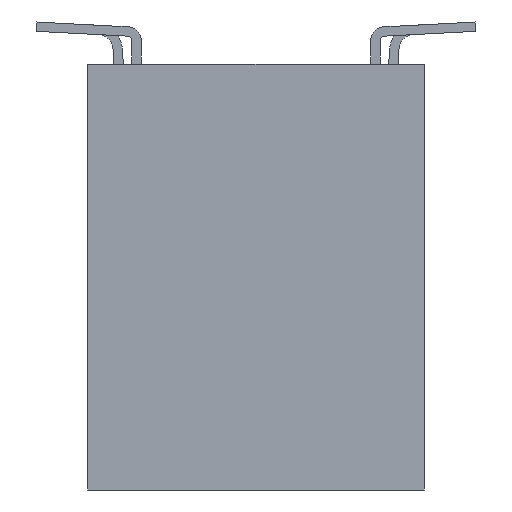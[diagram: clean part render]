
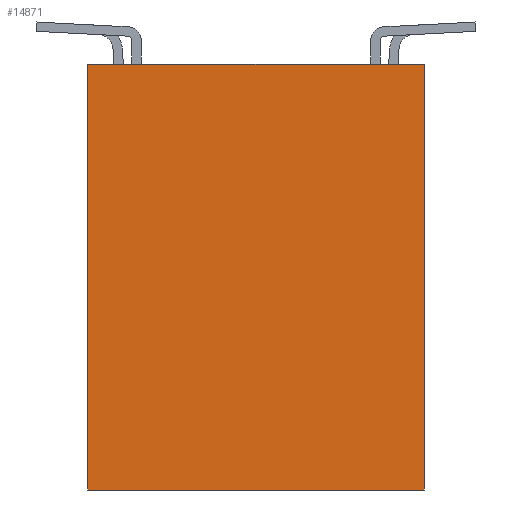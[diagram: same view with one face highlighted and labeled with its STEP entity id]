
A CAD part, left-side view. The second image highlights one B-rep face of the part: STEP entity #14871.
In plain terms, the highlighted planar face has unit normal (-1, 0, 0).
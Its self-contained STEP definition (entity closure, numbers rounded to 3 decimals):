
#430=FACE_OUTER_BOUND('',#1255,.T.);
#1255=EDGE_LOOP('',(#10886,#10887,#10888,#10889));
#2553=LINE('',#21781,#4550);
#3078=LINE('',#22987,#5075);
#3080=LINE('',#22991,#5077);
#3081=LINE('',#22992,#5078);
#4550=VECTOR('',#17136,7.2);
#5075=VECTOR('',#17715,9.1);
#5077=VECTOR('',#17719,9.1);
#5078=VECTOR('',#17720,7.2);
#6590=VERTEX_POINT('',#21778);
#6591=VERTEX_POINT('',#21780);
#7157=VERTEX_POINT('',#22986);
#7158=VERTEX_POINT('',#22990);
#8068=EDGE_CURVE('',#6590,#6591,#2553,.T.);
#8636=EDGE_CURVE('',#6590,#7157,#3078,.T.);
#8638=EDGE_CURVE('',#7158,#6591,#3080,.T.);
#8639=EDGE_CURVE('',#7157,#7158,#3081,.T.);
#10886=ORIENTED_EDGE('',*,*,#8638,.T.);
#10887=ORIENTED_EDGE('',*,*,#8068,.F.);
#10888=ORIENTED_EDGE('',*,*,#8636,.T.);
#10889=ORIENTED_EDGE('',*,*,#8639,.T.);
#14011=PLANE('',#15696);
#14871=ADVANCED_FACE('',(#430),#14011,.T.);
#15696=AXIS2_PLACEMENT_3D('',#22989,#17717,#17718);
#17136=DIRECTION('',(0.,1.,0.));
#17715=DIRECTION('',(0.,0.,1.));
#17717=DIRECTION('center_axis',(-1.,0.,0.));
#17718=DIRECTION('ref_axis',(0.,1.,0.));
#17719=DIRECTION('',(0.,0.,-1.));
#17720=DIRECTION('',(0.,1.,0.));
#21778=CARTESIAN_POINT('',(-7.3,-3.6,0.));
#21780=CARTESIAN_POINT('',(-7.3,3.6,0.));
#21781=CARTESIAN_POINT('',(-7.3,-3.6,0.));
#22986=CARTESIAN_POINT('',(-7.3,-3.6,9.1));
#22987=CARTESIAN_POINT('',(-7.3,-3.6,0.));
#22989=CARTESIAN_POINT('Origin',(-7.3,-3.6,0.));
#22990=CARTESIAN_POINT('',(-7.3,3.6,9.1));
#22991=CARTESIAN_POINT('',(-7.3,3.6,9.1));
#22992=CARTESIAN_POINT('',(-7.3,-3.6,9.1));
